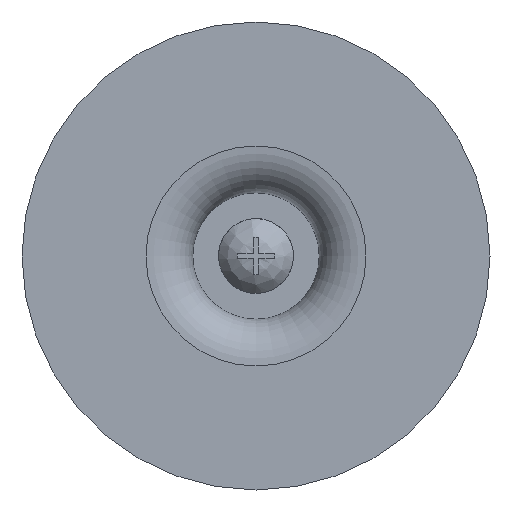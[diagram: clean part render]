
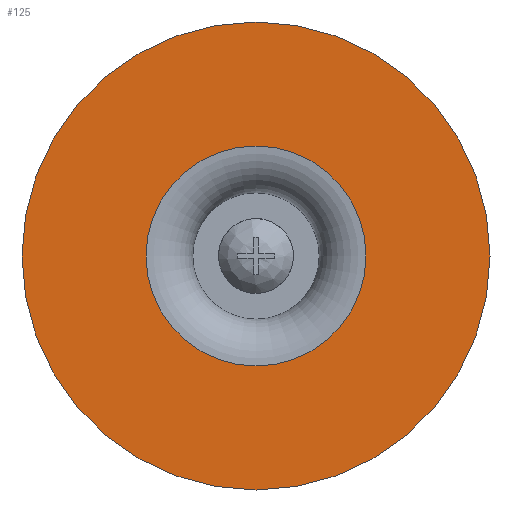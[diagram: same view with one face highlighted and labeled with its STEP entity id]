
A CAD part, front view. The second image highlights one B-rep face of the part: STEP entity #125.
In plain terms, the highlighted planar face has unit normal (0, -1, 0).
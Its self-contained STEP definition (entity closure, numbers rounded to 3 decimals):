
#125 = ADVANCED_FACE( '', ( #267, #268 ), #269, .F. );
#267 = FACE_BOUND( '', #422, .T. );
#268 = FACE_OUTER_BOUND( '', #423, .T. );
#269 = PLANE( '', #424 );
#422 = EDGE_LOOP( '', ( #738 ) );
#423 = EDGE_LOOP( '', ( #739 ) );
#424 = AXIS2_PLACEMENT_3D( '', #740, #741, #742 );
#738 = ORIENTED_EDGE( '', *, *, #914, .F. );
#739 = ORIENTED_EDGE( '', *, *, #974, .T. );
#740 = CARTESIAN_POINT( '', ( 25., 0., 0. ) );
#741 = DIRECTION( '', ( 0., 1., 0. ) );
#742 = DIRECTION( '', ( 0., 0., 1. ) );
#914 = EDGE_CURVE( '', #1080, #1080, #1081, .T. );
#974 = EDGE_CURVE( '', #1163, #1163, #1164, .T. );
#1080 = VERTEX_POINT( '', #1332 );
#1081 = CIRCLE( '', #1333, 11.75 );
#1163 = VERTEX_POINT( '', #1508 );
#1164 = CIRCLE( '', #1509, 25. );
#1332 = CARTESIAN_POINT( '', ( 0., 0., -11.75 ) );
#1333 = AXIS2_PLACEMENT_3D( '', #1645, #1646, #1647 );
#1508 = CARTESIAN_POINT( '', ( 0., 0., -25. ) );
#1509 = AXIS2_PLACEMENT_3D( '', #1679, #1680, #1681 );
#1645 = CARTESIAN_POINT( '', ( 0., 0., 0. ) );
#1646 = DIRECTION( '', ( 0., -1., 0. ) );
#1647 = DIRECTION( '', ( 0., 0., -1. ) );
#1679 = CARTESIAN_POINT( '', ( 0., 0., 0. ) );
#1680 = DIRECTION( '', ( 0., -1., 0. ) );
#1681 = DIRECTION( '', ( 0., 0., -1. ) );
